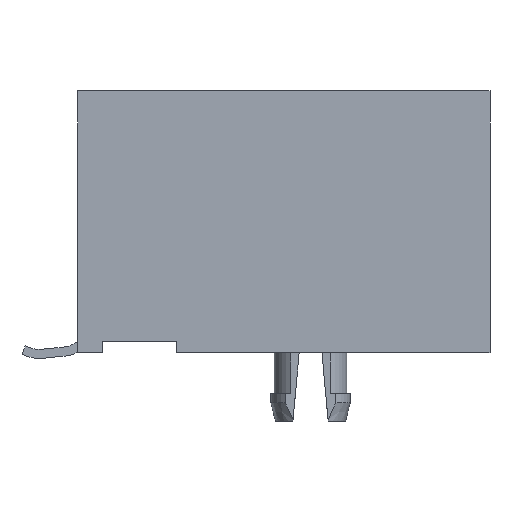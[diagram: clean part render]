
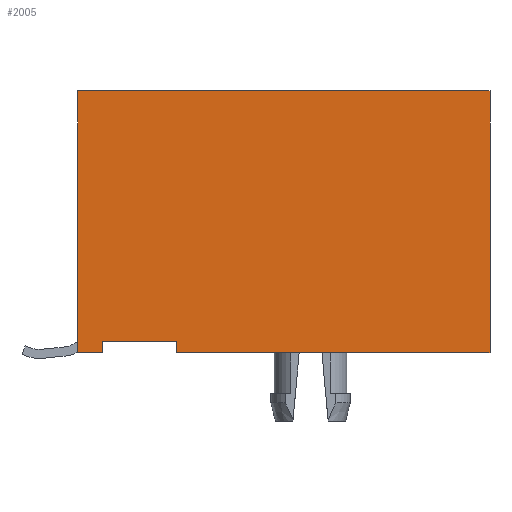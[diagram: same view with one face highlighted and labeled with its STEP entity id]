
A CAD part, left-side view. The second image highlights one B-rep face of the part: STEP entity #2005.
In plain terms, the highlighted planar face has unit normal (-1, 0, 0).
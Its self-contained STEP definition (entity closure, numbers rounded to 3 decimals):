
#43 = VERTEX_POINT('',#44);
#44 = CARTESIAN_POINT('',(-5.59,-7.875,0.275));
#50 = EDGE_CURVE('',#51,#43,#53,.T.);
#51 = VERTEX_POINT('',#52);
#52 = CARTESIAN_POINT('',(-5.59,-7.875,11.775));
#53 = LINE('',#54,#55);
#54 = CARTESIAN_POINT('',(-5.59,-7.875,11.775));
#55 = VECTOR('',#56,1.);
#56 = DIRECTION('',(0.,0.,-1.));
#1670 = EDGE_CURVE('',#51,#1671,#1673,.T.);
#1671 = VERTEX_POINT('',#1672);
#1672 = CARTESIAN_POINT('',(-5.59,10.225,11.775));
#1673 = LINE('',#1674,#1675);
#1674 = CARTESIAN_POINT('',(-5.59,-7.875,11.775));
#1675 = VECTOR('',#1676,1.);
#1676 = DIRECTION('',(0.,1.,0.));
#2005 = ADVANCED_FACE('',(#2006),#2056,.T.);
#2006 = FACE_BOUND('',#2007,.F.);
#2007 = EDGE_LOOP('',(#2008,#2018,#2026,#2034,#2042,#2048,#2049,#2050));
#2008 = ORIENTED_EDGE('',*,*,#2009,.T.);
#2009 = EDGE_CURVE('',#2010,#2012,#2014,.T.);
#2010 = VERTEX_POINT('',#2011);
#2011 = CARTESIAN_POINT('',(-5.59,5.875,0.275));
#2012 = VERTEX_POINT('',#2013);
#2013 = CARTESIAN_POINT('',(-5.59,5.875,0.775));
#2014 = LINE('',#2015,#2016);
#2015 = CARTESIAN_POINT('',(-5.59,5.875,0.275));
#2016 = VECTOR('',#2017,1.);
#2017 = DIRECTION('',(0.,0.,1.));
#2018 = ORIENTED_EDGE('',*,*,#2019,.F.);
#2019 = EDGE_CURVE('',#2020,#2012,#2022,.T.);
#2020 = VERTEX_POINT('',#2021);
#2021 = CARTESIAN_POINT('',(-5.59,9.125,0.775));
#2022 = LINE('',#2023,#2024);
#2023 = CARTESIAN_POINT('',(-5.59,9.125,0.775));
#2024 = VECTOR('',#2025,1.);
#2025 = DIRECTION('',(0.,-1.,0.));
#2026 = ORIENTED_EDGE('',*,*,#2027,.F.);
#2027 = EDGE_CURVE('',#2028,#2020,#2030,.T.);
#2028 = VERTEX_POINT('',#2029);
#2029 = CARTESIAN_POINT('',(-5.59,9.125,0.275));
#2030 = LINE('',#2031,#2032);
#2031 = CARTESIAN_POINT('',(-5.59,9.125,0.275));
#2032 = VECTOR('',#2033,1.);
#2033 = DIRECTION('',(0.,0.,1.));
#2034 = ORIENTED_EDGE('',*,*,#2035,.T.);
#2035 = EDGE_CURVE('',#2028,#2036,#2038,.T.);
#2036 = VERTEX_POINT('',#2037);
#2037 = CARTESIAN_POINT('',(-5.59,10.225,0.275));
#2038 = LINE('',#2039,#2040);
#2039 = CARTESIAN_POINT('',(-5.59,9.125,0.275));
#2040 = VECTOR('',#2041,1.);
#2041 = DIRECTION('',(0.,1.,0.));
#2042 = ORIENTED_EDGE('',*,*,#2043,.F.);
#2043 = EDGE_CURVE('',#1671,#2036,#2044,.T.);
#2044 = LINE('',#2045,#2046);
#2045 = CARTESIAN_POINT('',(-5.59,10.225,11.775));
#2046 = VECTOR('',#2047,1.);
#2047 = DIRECTION('',(0.,0.,-1.));
#2048 = ORIENTED_EDGE('',*,*,#1670,.F.);
#2049 = ORIENTED_EDGE('',*,*,#50,.T.);
#2050 = ORIENTED_EDGE('',*,*,#2051,.T.);
#2051 = EDGE_CURVE('',#43,#2010,#2052,.T.);
#2052 = LINE('',#2053,#2054);
#2053 = CARTESIAN_POINT('',(-5.59,-7.875,0.275));
#2054 = VECTOR('',#2055,1.);
#2055 = DIRECTION('',(0.,1.,0.));
#2056 = PLANE('',#2057);
#2057 = AXIS2_PLACEMENT_3D('',#2058,#2059,#2060);
#2058 = CARTESIAN_POINT('',(-5.59,-7.875,11.775));
#2059 = DIRECTION('',(-1.,0.,0.));
#2060 = DIRECTION('',(0.,0.,-1.));
